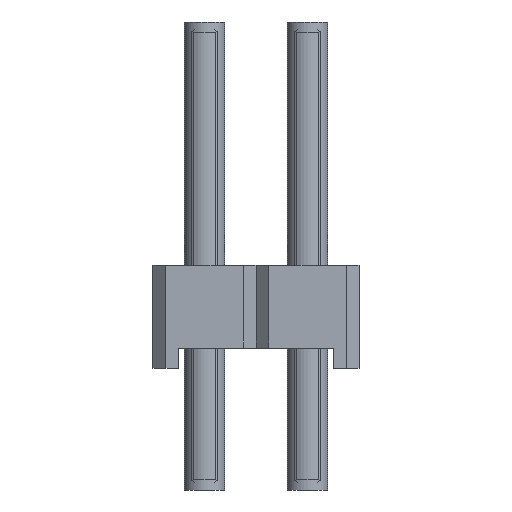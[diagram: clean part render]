
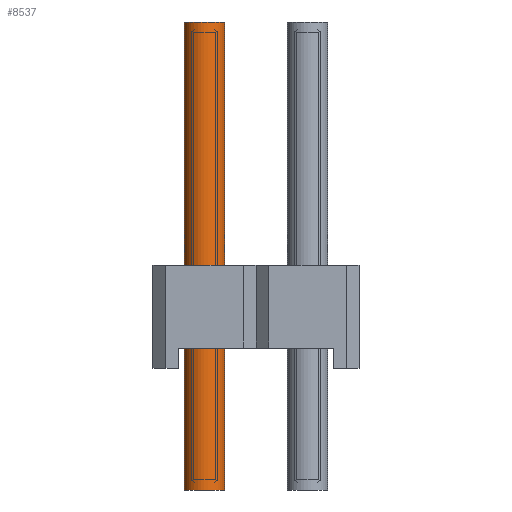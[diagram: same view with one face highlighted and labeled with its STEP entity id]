
A CAD part, left-side view. The second image highlights one B-rep face of the part: STEP entity #8537.
In plain terms, the highlighted cylindrical face has radius 0.5 mm (diameter 1 mm), a full revolution.
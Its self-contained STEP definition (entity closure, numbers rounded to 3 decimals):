
#167=CIRCLE('',#9018,0.5);
#168=CIRCLE('',#9019,0.5);
#468=CYLINDRICAL_SURFACE('',#9017,0.5);
#725=ORIENTED_EDGE('',*,*,#3223,.F.);
#726=ORIENTED_EDGE('',*,*,#3224,.T.);
#3223=EDGE_CURVE('',#4481,#4481,#167,.T.);
#3224=EDGE_CURVE('',#4482,#4482,#168,.T.);
#4481=VERTEX_POINT('',#12370);
#4482=VERTEX_POINT('',#12372);
#7253=EDGE_LOOP('',(#725));
#7254=EDGE_LOOP('',(#726));
#7755=FACE_BOUND('',#7253,.T.);
#7756=FACE_BOUND('',#7254,.T.);
#8537=ADVANCED_FACE('',(#7755,#7756),#468,.F.);
#9017=AXIS2_PLACEMENT_3D('',#12368,#9857,#9858);
#9018=AXIS2_PLACEMENT_3D('',#12369,#9859,#9860);
#9019=AXIS2_PLACEMENT_3D('',#12371,#9861,#9862);
#9857=DIRECTION('',(0.,0.,1.));
#9858=DIRECTION('',(1.,0.,0.));
#9859=DIRECTION('',(0.,0.,-1.));
#9860=DIRECTION('',(1.,0.,0.));
#9861=DIRECTION('',(0.,0.,-1.));
#9862=DIRECTION('',(1.,0.,0.));
#12368=CARTESIAN_POINT('',(0.,0.,0.));
#12369=CARTESIAN_POINT('',(0.,0.,11.54));
#12370=CARTESIAN_POINT('',(0.5,0.,11.54));
#12371=CARTESIAN_POINT('',(0.,0.,0.));
#12372=CARTESIAN_POINT('',(0.5,0.,0.));
